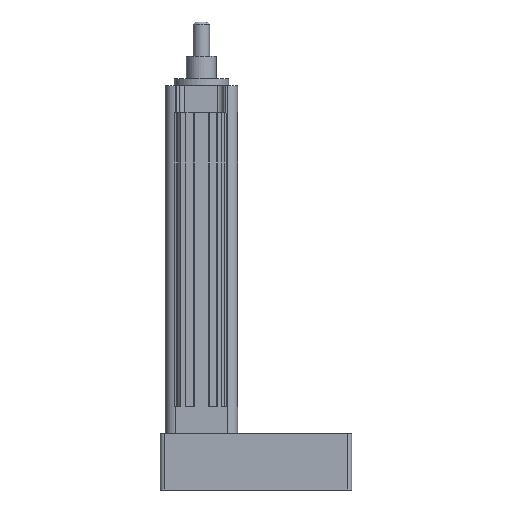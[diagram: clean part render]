
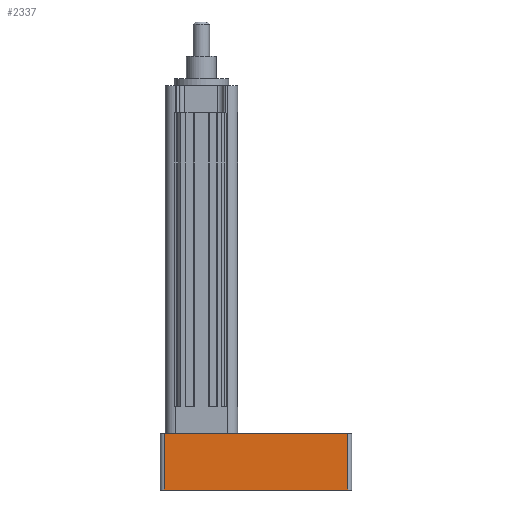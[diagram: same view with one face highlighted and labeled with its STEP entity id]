
A CAD part, front view. The second image highlights one B-rep face of the part: STEP entity #2337.
In plain terms, the highlighted planar face has unit normal (0, -1, 0).
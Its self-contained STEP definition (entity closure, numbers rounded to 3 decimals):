
#501 = DIRECTION ( 'NONE',  ( 0., 0., 1. ) ) ;
#555 = CARTESIAN_POINT ( 'NONE',  ( 107., -30.404, -61. ) ) ;
#588 = EDGE_CURVE ( 'NONE', #1868, #2256, #3446, .T. ) ;
#700 = DIRECTION ( 'NONE',  ( 0., 0., 1. ) ) ;
#813 = LINE ( 'NONE', #2424, #3302 ) ;
#1688 = CARTESIAN_POINT ( 'NONE',  ( 107., -30.404, -61. ) ) ;
#1730 = VECTOR ( 'NONE', #501, 1000. ) ;
#1868 = VERTEX_POINT ( 'NONE', #555 ) ;
#1965 = DIRECTION ( 'NONE',  ( 0., 0., 1. ) ) ;
#2015 = EDGE_LOOP ( 'NONE', ( #4714, #3505, #6018, #6361 ) ) ;
#2241 = LINE ( 'NONE', #6226, #4723 ) ;
#2256 = VERTEX_POINT ( 'NONE', #3600 ) ;
#2337 = ADVANCED_FACE ( 'NONE', ( #5242 ), #5674, .F. ) ;
#2424 = CARTESIAN_POINT ( 'NONE',  ( 107., -30.404, -61. ) ) ;
#2672 = EDGE_CURVE ( 'NONE', #4381, #2814, #5871, .T. ) ;
#2814 = VERTEX_POINT ( 'NONE', #6061 ) ;
#3281 = VECTOR ( 'NONE', #1965, 1000. ) ;
#3302 = VECTOR ( 'NONE', #6367, 1000. ) ;
#3340 = AXIS2_PLACEMENT_3D ( 'NONE', #1688, #3678, #700 ) ;
#3446 = LINE ( 'NONE', #3468, #3281 ) ;
#3468 = CARTESIAN_POINT ( 'NONE',  ( 107., -30.404, -61. ) ) ;
#3505 = ORIENTED_EDGE ( 'NONE', *, *, #2672, .F. ) ;
#3600 = CARTESIAN_POINT ( 'NONE',  ( 107., -30.404, -20. ) ) ;
#3611 = CARTESIAN_POINT ( 'NONE',  ( -27., -30.404, -61. ) ) ;
#3678 = DIRECTION ( 'NONE',  ( 0., 1., 0. ) ) ;
#4381 = VERTEX_POINT ( 'NONE', #3611 ) ;
#4570 = EDGE_CURVE ( 'NONE', #2256, #2814, #2241, .T. ) ;
#4714 = ORIENTED_EDGE ( 'NONE', *, *, #4570, .T. ) ;
#4723 = VECTOR ( 'NONE', #6249, 1000. ) ;
#5201 = EDGE_CURVE ( 'NONE', #1868, #4381, #813, .T. ) ;
#5242 = FACE_OUTER_BOUND ( 'NONE', #2015, .T. ) ;
#5442 = CARTESIAN_POINT ( 'NONE',  ( -27., -30.404, -61. ) ) ;
#5674 = PLANE ( 'NONE',  #3340 ) ;
#5871 = LINE ( 'NONE', #5442, #1730 ) ;
#6018 = ORIENTED_EDGE ( 'NONE', *, *, #5201, .F. ) ;
#6061 = CARTESIAN_POINT ( 'NONE',  ( -27., -30.404, -20. ) ) ;
#6226 = CARTESIAN_POINT ( 'NONE',  ( 107., -30.404, -20. ) ) ;
#6249 = DIRECTION ( 'NONE',  ( -1., 0., 0. ) ) ;
#6361 = ORIENTED_EDGE ( 'NONE', *, *, #588, .T. ) ;
#6367 = DIRECTION ( 'NONE',  ( -1., 0., 0. ) ) ;
